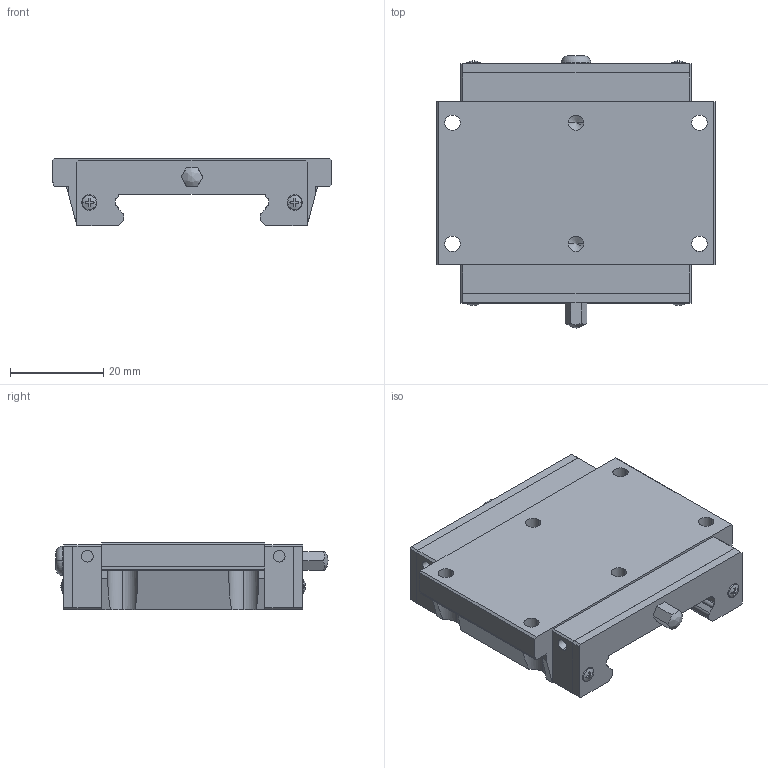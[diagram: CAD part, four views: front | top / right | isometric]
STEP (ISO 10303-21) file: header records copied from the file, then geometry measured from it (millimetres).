
FILE_DESCRIPTION(('STEP AP214'),'1');
FILE_NAME('cctmp_FCD03022-892C-46C0-A1CB-628AF3F5CB77_2020_5_14_10_23_22_464..stp','2020-05-14T08:23:22',('HIWIN GmbH'),('CADClick - www.CADClick.com'),'Spatial InterOp 3D',' ','unknown authorization');
FILE_SCHEMA(('AUTOMOTIVE_DESIGN'));
Length unit declared in the file: millimetre
Products named in the file (1): WEW17CCZ0H_FILE
Bounding box: 60 x 58.45 x 14.5 mm (x, y, z)
Volume: 27698.7 mm3; surface area: 9995 mm2
Topology: 1 solids, 5 shells, 265 faces, 706 edges, 464 vertices
Faces by surface type: plane 162, cylinder 76, cone 24, torus 2, bspline 1
Entity records: 10362 total; most frequent: CARTESIAN_POINT 1613, ORIENTED_EDGE 1404, DIRECTION 1350, EDGE_CURVE 702, VERTEX_POINT 464, LINE 460, VECTOR 460, AXIS2_PLACEMENT_3D 445
